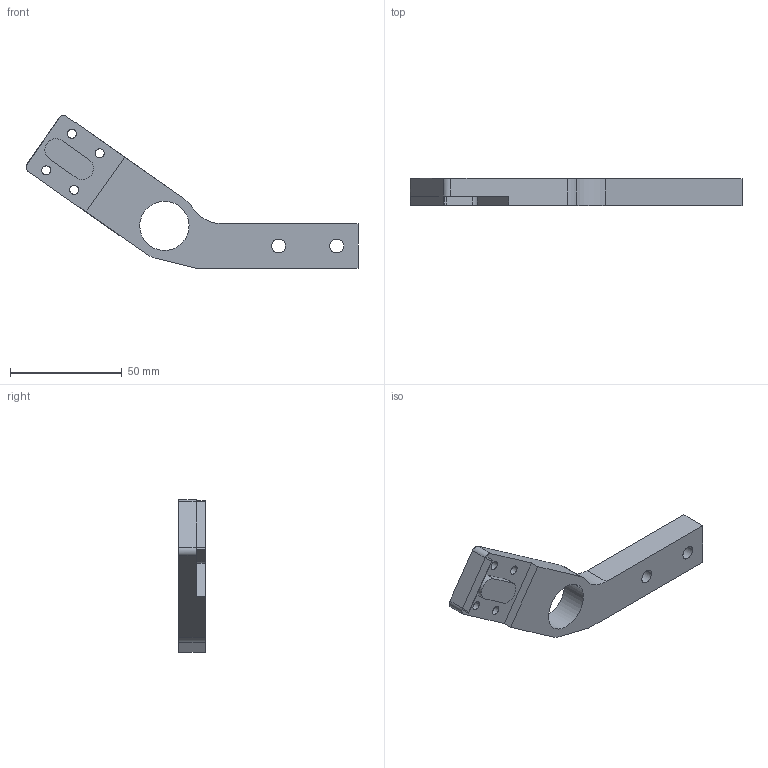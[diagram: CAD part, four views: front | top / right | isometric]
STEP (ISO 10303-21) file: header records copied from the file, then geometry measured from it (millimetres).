
FILE_DESCRIPTION(/* description */ (''),/* implementation_level */ '2;1');
FILE_NAME(/* name */ 'AUU816~A',/* time_stamp */ '2013-12-27T15:50:07+01:00',/* author */ (''),/* organization */ (''),/* preprocessor_version */ 'ST-DEVELOPER v15',/* originating_system */ '',/* authorisation */ '');
FILE_SCHEMA (('AUTOMOTIVE_DESIGN'));
Length unit declared in the file: millimetre
Products named in the file (1): Document
Bounding box: 148.35 x 12 x 68.28 mm (x, y, z)
Volume: 37506.9 mm3; surface area: 12939.7 mm2
Topology: 1 solids, 1 shells, 37 faces, 102 edges, 68 vertices
Faces by surface type: bspline 32, plane 5
Entity records: 1247 total; most frequent: CARTESIAN_POINT 682, ORIENTED_EDGE 204, EDGE_CURVE 102, VERTEX_POINT 68, EDGE_LOOP 52, ADVANCED_FACE 37, FACE_OUTER_BOUND 37, FACE_BOUND 15
